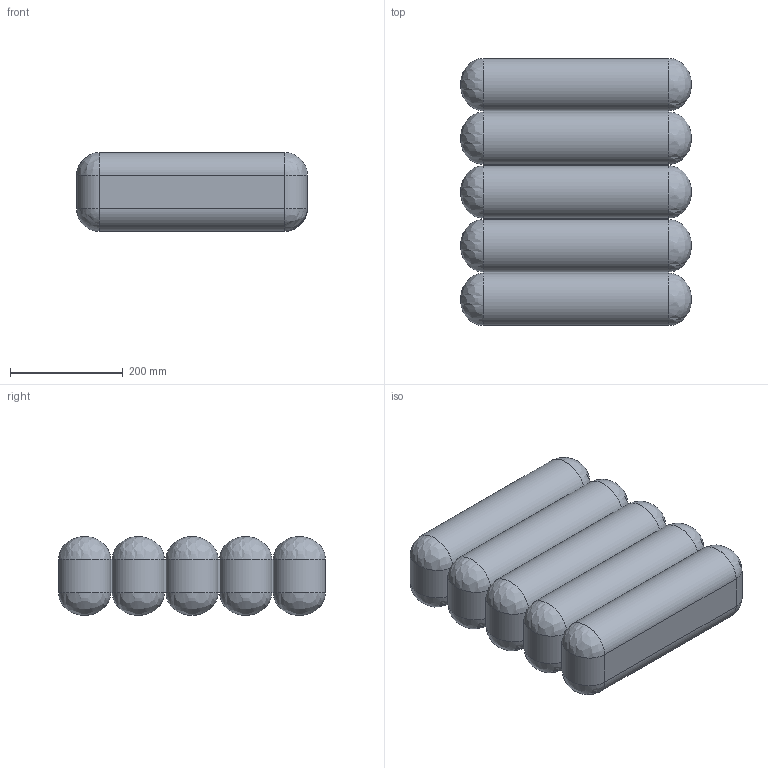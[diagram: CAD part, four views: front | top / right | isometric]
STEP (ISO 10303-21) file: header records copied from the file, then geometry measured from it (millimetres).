
FILE_DESCRIPTION(/* description */ (''),/* implementation_level */ '2;1');
FILE_NAME(/* name */ 'protect_inflated',/* time_stamp */ '2024-11-15T16:50:34+01:00',/* author */ (''),/* organization */ (''),/* preprocessor_version */ 'ST-DEVELOPER v19.2',/* originating_system */ 'Rhino 8.12',/* authorisation */ '');
FILE_SCHEMA (('CONFIG_CONTROL_DESIGN'));
Length unit declared in the file: millimetre
Products named in the file (1): Document
Bounding box: 410 x 473.8 x 140 mm (x, y, z)
Volume: 19022597.5 mm3; surface area: 804834.4 mm2
Topology: 1 solids, 3 shells, 60 faces, 181 edges, 88 vertices
Faces by surface type: bspline 40, plane 20
Entity records: 2119 total; most frequent: CARTESIAN_POINT 1267, ORIENTED_EDGE 232, EDGE_CURVE 136, VERTEX_POINT 80, ADVANCED_FACE 60, FACE_OUTER_BOUND 60, EDGE_LOOP 60, B_SPLINE_CURVE_WITH_KNOTS 57
